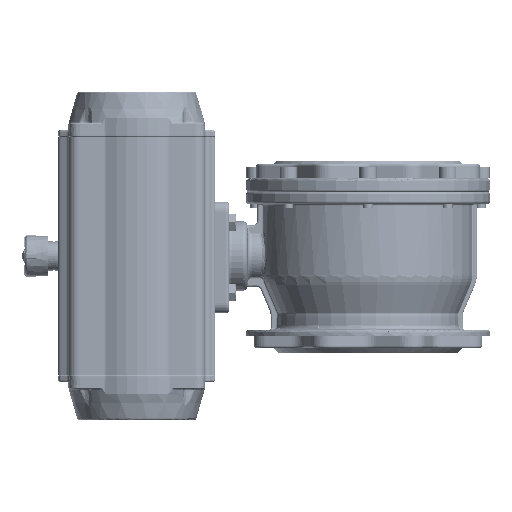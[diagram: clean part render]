
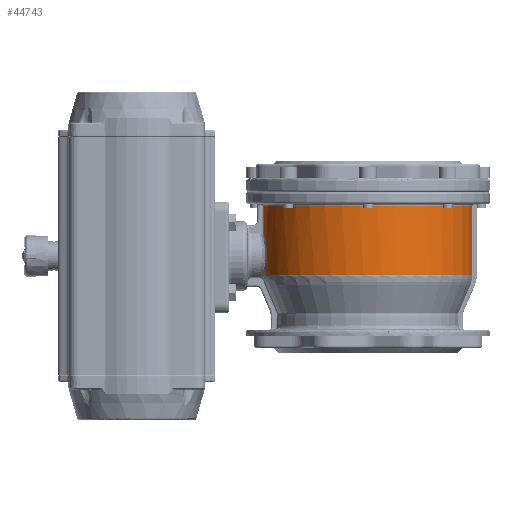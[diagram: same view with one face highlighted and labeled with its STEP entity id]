
A CAD part, left-side view. The second image highlights one B-rep face of the part: STEP entity #44743.
In plain terms, the highlighted cylindrical face has radius 107.5 mm (diameter 215 mm), a partial arc.
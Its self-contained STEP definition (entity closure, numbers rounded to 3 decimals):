
#1406=B_SPLINE_CURVE_WITH_KNOTS('',3,(#87834,#87835,#87836,#87837,#87838,
#87839,#87840,#87841,#87842,#87843,#87844),.UNSPECIFIED.,.F.,.F.,(4,1,1,
1,1,1,1,1,4),(0.,0.063,0.125,0.25,0.375,0.5,0.625,0.75,1.),
 .UNSPECIFIED.);
#3371=LINE('',#65916,#5788);
#3434=LINE('',#83429,#5851);
#5788=VECTOR('',#52562,1000.);
#5851=VECTOR('',#52833,1000.);
#8669=CYLINDRICAL_SURFACE('',#48301,107.5);
#10896=ORIENTED_EDGE('',*,*,#23923,.T.);
#10897=ORIENTED_EDGE('',*,*,#23177,.T.);
#10898=ORIENTED_EDGE('',*,*,#23910,.T.);
#10899=ORIENTED_EDGE('',*,*,#23367,.T.);
#10900=ORIENTED_EDGE('',*,*,#23904,.T.);
#23177=EDGE_CURVE('',#29989,#29991,#3371,.T.);
#23367=EDGE_CURVE('',#30107,#30103,#3434,.T.);
#23904=EDGE_CURVE('',#30103,#30439,#1406,.T.);
#23910=EDGE_CURVE('',#29991,#30107,#34593,.T.);
#23923=EDGE_CURVE('',#30439,#29989,#34605,.T.);
#29989=VERTEX_POINT('',#65890);
#29991=VERTEX_POINT('',#65915);
#30103=VERTEX_POINT('',#83014);
#30107=VERTEX_POINT('',#83426);
#30439=VERTEX_POINT('',#87845);
#34593=CIRCLE('',#48288,107.5);
#34605=CIRCLE('',#48302,107.5);
#36973=EDGE_LOOP('',(#10896,#10897,#10898,#10899,#10900));
#40464=FACE_BOUND('',#36973,.T.);
#44743=ADVANCED_FACE('',(#40464),#8669,.T.);
#48288=AXIS2_PLACEMENT_3D('',#87921,#53947,#53948);
#48301=AXIS2_PLACEMENT_3D('',#87943,#53974,#53975);
#48302=AXIS2_PLACEMENT_3D('',#87944,#53976,#53977);
#52562=DIRECTION('',(0.,0.,1.));
#52833=DIRECTION('',(0.,0.,-1.));
#53947=DIRECTION('',(0.,0.,-1.));
#53948=DIRECTION('',(1.,0.,0.));
#53974=DIRECTION('',(0.,0.,1.));
#53975=DIRECTION('',(1.,0.,0.));
#53976=DIRECTION('',(0.,0.,1.));
#53977=DIRECTION('',(1.,0.,0.));
#65890=CARTESIAN_POINT('',(-12.88,-106.726,-73.047));
#65915=CARTESIAN_POINT('',(-12.88,-106.726,-2.));
#65916=CARTESIAN_POINT('',(-12.88,-106.726,-78.12));
#83014=CARTESIAN_POINT('',(-13.744,106.618,-27.197));
#83426=CARTESIAN_POINT('',(-13.744,106.618,-2.));
#83429=CARTESIAN_POINT('',(-13.744,106.618,-78.12));
#87834=CARTESIAN_POINT('',(-13.744,106.618,-27.197));
#87835=CARTESIAN_POINT('',(-14.696,106.495,-27.741));
#87836=CARTESIAN_POINT('',(-16.526,106.234,-28.931));
#87837=CARTESIAN_POINT('',(-19.927,105.66,-31.752));
#87838=CARTESIAN_POINT('',(-23.492,104.925,-35.903));
#87839=CARTESIAN_POINT('',(-26.633,104.159,-41.772));
#87840=CARTESIAN_POINT('',(-28.44,103.671,-48.158));
#87841=CARTESIAN_POINT('',(-28.876,103.549,-54.795));
#87842=CARTESIAN_POINT('',(-27.577,103.909,-63.619));
#87843=CARTESIAN_POINT('',(-24.563,104.695,-69.632));
#87844=CARTESIAN_POINT('',(-21.766,105.273,-73.047));
#87845=CARTESIAN_POINT('',(-21.766,105.273,-73.047));
#87921=CARTESIAN_POINT('',(0.,0.,-2.));
#87943=CARTESIAN_POINT('',(0.,0.,-78.12));
#87944=CARTESIAN_POINT('',(0.,0.,-73.047));
